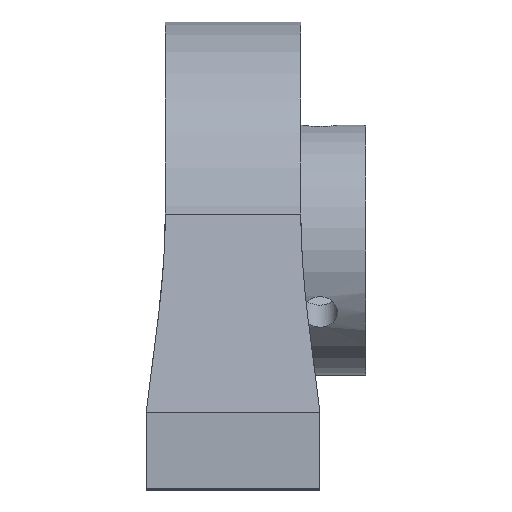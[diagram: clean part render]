
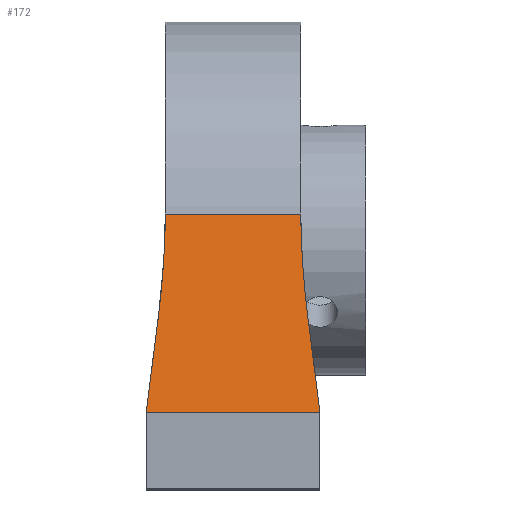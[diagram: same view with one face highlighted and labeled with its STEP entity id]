
A CAD part, top view. The second image highlights one B-rep face of the part: STEP entity #172.
In plain terms, the highlighted planar face has unit normal (0, 0.157, 0.988).
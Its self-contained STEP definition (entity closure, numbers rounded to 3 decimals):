
#172 = ADVANCED_FACE( '', ( #370 ), #371, .T. );
#370 = FACE_OUTER_BOUND( '', #575, .T. );
#371 = PLANE( '', #576 );
#575 = EDGE_LOOP( '', ( #1003, #1004, #1005, #1006, #1007, #1008 ) );
#576 = AXIS2_PLACEMENT_3D( '', #1009, #1010, #1011 );
#1003 = ORIENTED_EDGE( '', *, *, #1302, .T. );
#1004 = ORIENTED_EDGE( '', *, *, #1289, .T. );
#1005 = ORIENTED_EDGE( '', *, *, #1293, .T. );
#1006 = ORIENTED_EDGE( '', *, *, #1303, .T. );
#1007 = ORIENTED_EDGE( '', *, *, #1304, .T. );
#1008 = ORIENTED_EDGE( '', *, *, #1298, .F. );
#1009 = CARTESIAN_POINT( '', ( -16., 25.293, 20.74 ) );
#1010 = DIRECTION( '', ( 0., 0.157, 0.988 ) );
#1011 = DIRECTION( '', ( 0., -0.988, 0.157 ) );
#1289 = EDGE_CURVE( '', #1576, #1574, #1577, .T. );
#1293 = EDGE_CURVE( '', #1574, #1511, #1581, .T. );
#1298 = EDGE_CURVE( '', #1585, #1587, #1588, .T. );
#1302 = EDGE_CURVE( '', #1585, #1576, #1592, .F. );
#1303 = EDGE_CURVE( '', #1511, #1593, #1594, .T. );
#1304 = EDGE_CURVE( '', #1593, #1587, #1595, .F. );
#1511 = VERTEX_POINT( '', #2090 );
#1574 = VERTEX_POINT( '', #2179 );
#1576 = VERTEX_POINT( '', #2182 );
#1577 = LINE( '', #2183, #2184 );
#1581 = LINE( '', #2189, #2190 );
#1585 = VERTEX_POINT( '', #2195 );
#1587 = VERTEX_POINT( '', #2200 );
#1588 = LINE( '', #2201, #2202 );
#1592 = ELLIPSE( '', #2212, 81.002, 80. );
#1593 = VERTEX_POINT( '', #2213 );
#1594 = LINE( '', #2214, #2215 );
#1595 = ELLIPSE( '', #2216, 81.002, 80. );
#2090 = CARTESIAN_POINT( '', ( 0., 7., 23.645 ) );
#2179 = CARTESIAN_POINT( '', ( -16., 7., 23.645 ) );
#2182 = CARTESIAN_POINT( '', ( -14.86, 15.981, 22.219 ) );
#2183 = CARTESIAN_POINT( '', ( -13.713, 25.01, 20.785 ) );
#2184 = VECTOR( '', #2498, 1000. );
#2189 = CARTESIAN_POINT( '', ( -16., 7., 23.645 ) );
#2190 = VECTOR( '', #2500, 1000. );
#2195 = CARTESIAN_POINT( '', ( -14.226, 25.293, 20.74 ) );
#2200 = CARTESIAN_POINT( '', ( -1.774, 25.293, 20.74 ) );
#2201 = CARTESIAN_POINT( '', ( -16., 25.293, 20.74 ) );
#2202 = VECTOR( '', #2502, 1000. );
#2212 = AXIS2_PLACEMENT_3D( '', #2503, #2504, #2505 );
#2213 = CARTESIAN_POINT( '', ( -1.14, 15.981, 22.219 ) );
#2214 = CARTESIAN_POINT( '', ( -2.535, 26.961, 20.475 ) );
#2215 = VECTOR( '', #2506, 1000. );
#2216 = AXIS2_PLACEMENT_3D( '', #2507, #2508, #2509 );
#2498 = DIRECTION( '', ( -0.124, -0.98, 0.156 ) );
#2500 = DIRECTION( '', ( 1., 0., 0. ) );
#2502 = DIRECTION( '', ( 1., 0., 0. ) );
#2503 = CARTESIAN_POINT( '', ( -94.222, 26.059, 20.619 ) );
#2504 = DIRECTION( '', ( 0., 0.157, 0.988 ) );
#2505 = DIRECTION( '', ( 0., 0.988, -0.157 ) );
#2506 = DIRECTION( '', ( -0.124, 0.98, -0.156 ) );
#2507 = CARTESIAN_POINT( '', ( 78.222, 26.059, 20.619 ) );
#2508 = DIRECTION( '', ( 0., 0.157, 0.988 ) );
#2509 = DIRECTION( '', ( 0., 0.988, -0.157 ) );
